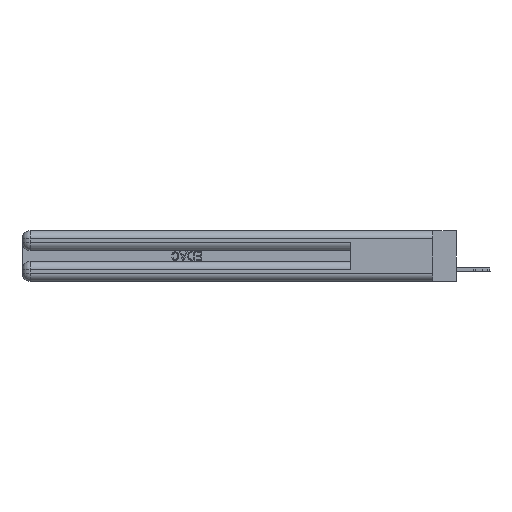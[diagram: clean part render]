
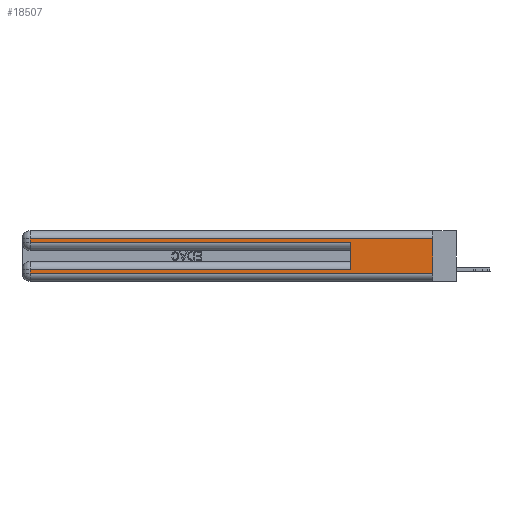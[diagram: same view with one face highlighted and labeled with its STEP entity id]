
A CAD part, left-side view. The second image highlights one B-rep face of the part: STEP entity #18507.
In plain terms, the highlighted planar face has unit normal (-1, 0, 0).
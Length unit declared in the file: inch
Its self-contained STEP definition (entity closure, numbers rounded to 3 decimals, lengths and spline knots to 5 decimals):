
#855 = VERTEX_POINT ( 'NONE', #14741 ) ;
#962 = DIRECTION ( 'NONE',  ( 0., 0., -1. ) ) ;
#1534 = EDGE_CURVE ( 'NONE', #855, #9774, #24971, .T. ) ;
#1873 = CARTESIAN_POINT ( 'NONE',  ( 0., 0., 0.06 ) ) ;
#2432 = CARTESIAN_POINT ( 'NONE',  ( 0., 0., 0.06 ) ) ;
#3593 = VECTOR ( 'NONE', #21130, 39.37008 ) ;
#3662 = VERTEX_POINT ( 'NONE', #5822 ) ;
#4305 = DIRECTION ( 'NONE',  ( 1., 0., 0. ) ) ;
#5731 = EDGE_LOOP ( 'NONE', ( #14113, #11289, #25525, #29126, #20634, #20115, #15626, #23342 ) ) ;
#5822 = CARTESIAN_POINT ( 'NONE',  ( 0., 0., 0.31 ) ) ;
#7275 = LINE ( 'NONE', #41270, #3593 ) ;
#7631 = VECTOR ( 'NONE', #32145, 39.37008 ) ;
#8767 = DIRECTION ( 'NONE',  ( 0., 1., 0. ) ) ;
#9774 = VERTEX_POINT ( 'NONE', #13755 ) ;
#10022 = LINE ( 'NONE', #32326, #40726 ) ;
#10722 = CARTESIAN_POINT ( 'NONE',  ( 0., 0., 0.285 ) ) ;
#10925 = VECTOR ( 'NONE', #23833, 39.37008 ) ;
#11289 = ORIENTED_EDGE ( 'NONE', *, *, #19202, .T. ) ;
#11474 = CARTESIAN_POINT ( 'NONE',  ( 0., 0.6, 0.285 ) ) ;
#13388 = EDGE_CURVE ( 'NONE', #17140, #19450, #15915, .T. ) ;
#13755 = CARTESIAN_POINT ( 'NONE',  ( 0., 2.94, 0.06 ) ) ;
#14113 = ORIENTED_EDGE ( 'NONE', *, *, #15259, .F. ) ;
#14443 = VERTEX_POINT ( 'NONE', #1873 ) ;
#14651 = VECTOR ( 'NONE', #8767, 39.37008 ) ;
#14741 = CARTESIAN_POINT ( 'NONE',  ( 0., 2.94, 0.085 ) ) ;
#15259 = EDGE_CURVE ( 'NONE', #3662, #14443, #7275, .T. ) ;
#15626 = ORIENTED_EDGE ( 'NONE', *, *, #1534, .T. ) ;
#15807 = DIRECTION ( 'NONE',  ( 0., 0., -1. ) ) ;
#15915 = LINE ( 'NONE', #23601, #38872 ) ;
#16950 = VERTEX_POINT ( 'NONE', #11474 ) ;
#17140 = VERTEX_POINT ( 'NONE', #20997 ) ;
#18452 = CARTESIAN_POINT ( 'NONE',  ( 0., 0., 0.31 ) ) ;
#18507 = ADVANCED_FACE ( 'NONE', ( #30308 ), #41202, .F. ) ;
#18720 = EDGE_CURVE ( 'NONE', #27127, #16950, #10022, .T. ) ;
#19202 = EDGE_CURVE ( 'NONE', #3662, #17140, #20883, .T. ) ;
#19450 = VERTEX_POINT ( 'NONE', #33259 ) ;
#20115 = ORIENTED_EDGE ( 'NONE', *, *, #41876, .T. ) ;
#20349 = EDGE_CURVE ( 'NONE', #19450, #16950, #32766, .T. ) ;
#20634 = ORIENTED_EDGE ( 'NONE', *, *, #18720, .F. ) ;
#20883 = LINE ( 'NONE', #18452, #14651 ) ;
#20997 = CARTESIAN_POINT ( 'NONE',  ( 0., 2.94, 0.31 ) ) ;
#21130 = DIRECTION ( 'NONE',  ( 0., 0., -1. ) ) ;
#22370 = VECTOR ( 'NONE', #33985, 39.37008 ) ;
#23342 = ORIENTED_EDGE ( 'NONE', *, *, #28042, .T. ) ;
#23601 = CARTESIAN_POINT ( 'NONE',  ( 0., 2.94, 0.37 ) ) ;
#23833 = DIRECTION ( 'NONE',  ( 0., 0., -1. ) ) ;
#24971 = LINE ( 'NONE', #26367, #10925 ) ;
#25525 = ORIENTED_EDGE ( 'NONE', *, *, #13388, .T. ) ;
#25595 = AXIS2_PLACEMENT_3D ( 'NONE', #30854, #4305, #962 ) ;
#26079 = DIRECTION ( 'NONE',  ( 0., -1., 0. ) ) ;
#26367 = CARTESIAN_POINT ( 'NONE',  ( 0., 2.94, 0.37 ) ) ;
#27127 = VERTEX_POINT ( 'NONE', #37688 ) ;
#28042 = EDGE_CURVE ( 'NONE', #9774, #14443, #41841, .T. ) ;
#29126 = ORIENTED_EDGE ( 'NONE', *, *, #20349, .T. ) ;
#30308 = FACE_OUTER_BOUND ( 'NONE', #5731, .T. ) ;
#30854 = CARTESIAN_POINT ( 'NONE',  ( 0., 0., 0.37 ) ) ;
#30859 = VECTOR ( 'NONE', #26079, 39.37008 ) ;
#32145 = DIRECTION ( 'NONE',  ( 0., 1., 0. ) ) ;
#32326 = CARTESIAN_POINT ( 'NONE',  ( 0., 0.6, 0.145 ) ) ;
#32766 = LINE ( 'NONE', #10722, #22370 ) ;
#33259 = CARTESIAN_POINT ( 'NONE',  ( 0., 2.94, 0.285 ) ) ;
#33985 = DIRECTION ( 'NONE',  ( 0., -1., 0. ) ) ;
#35513 = CARTESIAN_POINT ( 'NONE',  ( 0., 0., 0.085 ) ) ;
#37268 = LINE ( 'NONE', #35513, #7631 ) ;
#37688 = CARTESIAN_POINT ( 'NONE',  ( 0., 0.6, 0.085 ) ) ;
#38872 = VECTOR ( 'NONE', #15807, 39.37008 ) ;
#40726 = VECTOR ( 'NONE', #42650, 39.37008 ) ;
#41202 = PLANE ( 'NONE',  #25595 ) ;
#41270 = CARTESIAN_POINT ( 'NONE',  ( 0., 0., 0.37 ) ) ;
#41841 = LINE ( 'NONE', #2432, #30859 ) ;
#41876 = EDGE_CURVE ( 'NONE', #27127, #855, #37268, .T. ) ;
#42650 = DIRECTION ( 'NONE',  ( 0., 0., 1. ) ) ;
